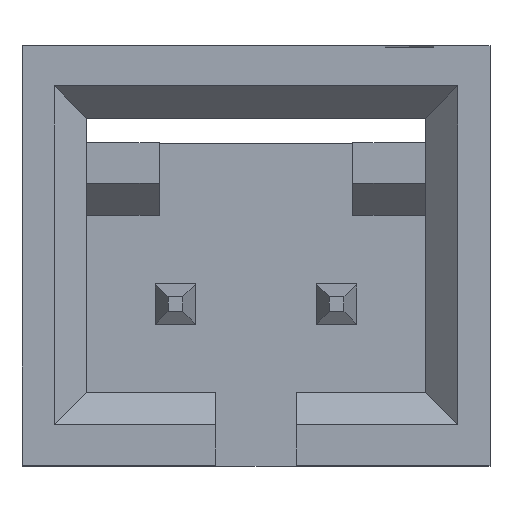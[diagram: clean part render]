
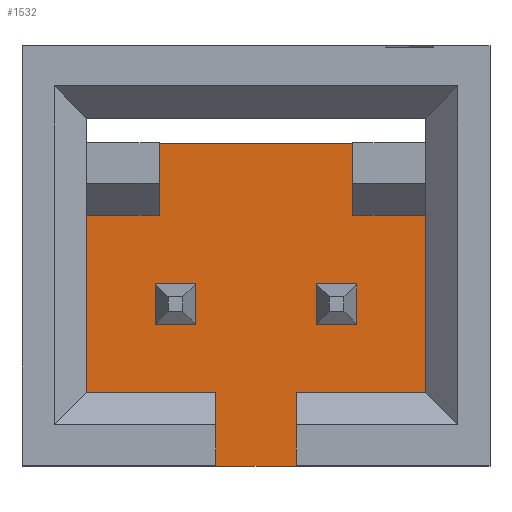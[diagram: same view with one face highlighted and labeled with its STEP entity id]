
A CAD part, top view. The second image highlights one B-rep face of the part: STEP entity #1532.
In plain terms, the highlighted planar face has unit normal (0, 0, 1).
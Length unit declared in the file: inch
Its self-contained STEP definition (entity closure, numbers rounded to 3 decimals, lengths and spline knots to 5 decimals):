
#27=FACE_BOUND('',#141,.T.);
#28=FACE_BOUND('',#142,.T.);
#58=FACE_OUTER_BOUND('',#140,.T.);
#140=EDGE_LOOP('',(#1122,#1123,#1124,#1125,#1126,#1127,#1128,#1129,#1130,
#1131,#1132,#1133));
#141=EDGE_LOOP('',(#1134,#1135,#1136,#1137));
#142=EDGE_LOOP('',(#1138,#1139,#1140,#1141));
#203=LINE('',#2090,#405);
#238=LINE('',#2158,#440);
#276=LINE('',#2237,#478);
#292=LINE('',#2270,#494);
#300=LINE('',#2286,#502);
#301=LINE('',#2288,#503);
#304=LINE('',#2294,#506);
#305=LINE('',#2297,#507);
#306=LINE('',#2298,#508);
#307=LINE('',#2299,#509);
#308=LINE('',#2301,#510);
#309=LINE('',#2302,#511);
#310=LINE('',#2305,#512);
#311=LINE('',#2307,#513);
#312=LINE('',#2309,#514);
#313=LINE('',#2310,#515);
#314=LINE('',#2313,#516);
#315=LINE('',#2315,#517);
#316=LINE('',#2317,#518);
#317=LINE('',#2318,#519);
#405=VECTOR('',#1705,0.05);
#440=VECTOR('',#1752,0.12);
#478=VECTOR('',#1812,0.11);
#494=VECTOR('',#1842,0.11);
#502=VECTOR('',#1860,0.045);
#503=VECTOR('',#1863,0.08);
#506=VECTOR('',#1868,0.08);
#507=VECTOR('',#1871,0.045);
#508=VECTOR('',#1872,0.045);
#509=VECTOR('',#1873,0.045);
#510=VECTOR('',#1874,0.045);
#511=VECTOR('',#1875,0.045);
#512=VECTOR('',#1876,0.025);
#513=VECTOR('',#1877,0.025);
#514=VECTOR('',#1878,0.025);
#515=VECTOR('',#1879,0.025);
#516=VECTOR('',#1880,0.025);
#517=VECTOR('',#1881,0.025);
#518=VECTOR('',#1882,0.025);
#519=VECTOR('',#1883,0.025);
#607=VERTEX_POINT('',#2087);
#608=VERTEX_POINT('',#2089);
#634=VERTEX_POINT('',#2155);
#635=VERTEX_POINT('',#2157);
#664=VERTEX_POINT('',#2234);
#665=VERTEX_POINT('',#2236);
#674=VERTEX_POINT('',#2267);
#675=VERTEX_POINT('',#2269);
#678=VERTEX_POINT('',#2284);
#680=VERTEX_POINT('',#2292);
#681=VERTEX_POINT('',#2296);
#682=VERTEX_POINT('',#2300);
#683=VERTEX_POINT('',#2303);
#684=VERTEX_POINT('',#2304);
#685=VERTEX_POINT('',#2306);
#686=VERTEX_POINT('',#2308);
#687=VERTEX_POINT('',#2311);
#688=VERTEX_POINT('',#2312);
#689=VERTEX_POINT('',#2314);
#690=VERTEX_POINT('',#2316);
#737=EDGE_CURVE('',#608,#607,#203,.T.);
#772=EDGE_CURVE('',#634,#635,#238,.T.);
#812=EDGE_CURVE('',#665,#664,#276,.T.);
#830=EDGE_CURVE('',#675,#674,#292,.T.);
#838=EDGE_CURVE('',#607,#678,#300,.T.);
#839=EDGE_CURVE('',#678,#675,#301,.T.);
#842=EDGE_CURVE('',#664,#680,#304,.T.);
#843=EDGE_CURVE('',#634,#681,#305,.T.);
#844=EDGE_CURVE('',#681,#665,#306,.T.);
#845=EDGE_CURVE('',#680,#608,#307,.T.);
#846=EDGE_CURVE('',#674,#682,#308,.T.);
#847=EDGE_CURVE('',#682,#635,#309,.T.);
#848=EDGE_CURVE('',#683,#684,#310,.T.);
#849=EDGE_CURVE('',#684,#685,#311,.T.);
#850=EDGE_CURVE('',#686,#685,#312,.T.);
#851=EDGE_CURVE('',#683,#686,#313,.T.);
#852=EDGE_CURVE('',#687,#688,#314,.T.);
#853=EDGE_CURVE('',#688,#689,#315,.T.);
#854=EDGE_CURVE('',#690,#689,#316,.T.);
#855=EDGE_CURVE('',#687,#690,#317,.T.);
#1122=ORIENTED_EDGE('',*,*,#772,.F.);
#1123=ORIENTED_EDGE('',*,*,#843,.T.);
#1124=ORIENTED_EDGE('',*,*,#844,.T.);
#1125=ORIENTED_EDGE('',*,*,#812,.T.);
#1126=ORIENTED_EDGE('',*,*,#842,.T.);
#1127=ORIENTED_EDGE('',*,*,#845,.T.);
#1128=ORIENTED_EDGE('',*,*,#737,.T.);
#1129=ORIENTED_EDGE('',*,*,#838,.T.);
#1130=ORIENTED_EDGE('',*,*,#839,.T.);
#1131=ORIENTED_EDGE('',*,*,#830,.T.);
#1132=ORIENTED_EDGE('',*,*,#846,.T.);
#1133=ORIENTED_EDGE('',*,*,#847,.T.);
#1134=ORIENTED_EDGE('',*,*,#848,.T.);
#1135=ORIENTED_EDGE('',*,*,#849,.T.);
#1136=ORIENTED_EDGE('',*,*,#850,.F.);
#1137=ORIENTED_EDGE('',*,*,#851,.F.);
#1138=ORIENTED_EDGE('',*,*,#852,.T.);
#1139=ORIENTED_EDGE('',*,*,#853,.T.);
#1140=ORIENTED_EDGE('',*,*,#854,.F.);
#1141=ORIENTED_EDGE('',*,*,#855,.F.);
#1372=PLANE('',#1636);
#1532=ADVANCED_FACE('',(#58,#27,#28),#1372,.T.);
#1636=AXIS2_PLACEMENT_3D('',#2295,#1869,#1870);
#1705=DIRECTION('',(1.,0.,0.));
#1752=DIRECTION('',(1.,0.,0.));
#1812=DIRECTION('',(0.,-1.,0.));
#1842=DIRECTION('',(0.,1.,0.));
#1860=DIRECTION('',(0.,1.,0.));
#1863=DIRECTION('',(1.,0.,0.));
#1868=DIRECTION('',(1.,0.,0.));
#1869=DIRECTION('center_axis',(0.,0.,1.));
#1870=DIRECTION('ref_axis',(1.,0.,0.));
#1871=DIRECTION('',(0.,-1.,0.));
#1872=DIRECTION('',(-1.,0.,0.));
#1873=DIRECTION('',(0.,-1.,0.));
#1874=DIRECTION('',(-1.,0.,0.));
#1875=DIRECTION('',(0.,1.,0.));
#1876=DIRECTION('',(0.,1.,0.));
#1877=DIRECTION('',(1.,0.,0.));
#1878=DIRECTION('',(0.,1.,0.));
#1879=DIRECTION('',(1.,0.,0.));
#1880=DIRECTION('',(0.,1.,0.));
#1881=DIRECTION('',(1.,0.,0.));
#1882=DIRECTION('',(0.,1.,0.));
#1883=DIRECTION('',(1.,0.,0.));
#2087=CARTESIAN_POINT('',(0.025,-0.1,-0.2));
#2089=CARTESIAN_POINT('',(-0.025,-0.1,-0.2));
#2090=CARTESIAN_POINT('',(-0.025,-0.1,-0.2));
#2155=CARTESIAN_POINT('',(-0.06,0.1,-0.2));
#2157=CARTESIAN_POINT('',(0.06,0.1,-0.2));
#2158=CARTESIAN_POINT('',(-0.06,0.1,-0.2));
#2234=CARTESIAN_POINT('',(-0.105,-0.055,-0.2));
#2236=CARTESIAN_POINT('',(-0.105,0.055,-0.2));
#2237=CARTESIAN_POINT('',(-0.105,0.055,-0.2));
#2267=CARTESIAN_POINT('',(0.105,0.055,-0.2));
#2269=CARTESIAN_POINT('',(0.105,-0.055,-0.2));
#2270=CARTESIAN_POINT('',(0.105,-0.055,-0.2));
#2284=CARTESIAN_POINT('',(0.025,-0.055,-0.2));
#2286=CARTESIAN_POINT('',(0.025,-0.1,-0.2));
#2288=CARTESIAN_POINT('',(0.025,-0.055,-0.2));
#2292=CARTESIAN_POINT('',(-0.025,-0.055,-0.2));
#2294=CARTESIAN_POINT('',(-0.105,-0.055,-0.2));
#2295=CARTESIAN_POINT('Origin',(-0.145,0.,-0.2));
#2296=CARTESIAN_POINT('',(-0.06,0.055,-0.2));
#2297=CARTESIAN_POINT('',(-0.06,0.1,-0.2));
#2298=CARTESIAN_POINT('',(-0.06,0.055,-0.2));
#2299=CARTESIAN_POINT('',(-0.025,-0.055,-0.2));
#2300=CARTESIAN_POINT('',(0.06,0.055,-0.2));
#2301=CARTESIAN_POINT('',(0.105,0.055,-0.2));
#2302=CARTESIAN_POINT('',(0.06,0.055,-0.2));
#2303=CARTESIAN_POINT('',(0.0375,-0.0125,-0.2));
#2304=CARTESIAN_POINT('',(0.0375,0.0125,-0.2));
#2305=CARTESIAN_POINT('',(0.0375,-0.0125,-0.2));
#2306=CARTESIAN_POINT('',(0.0625,0.0125,-0.2));
#2307=CARTESIAN_POINT('',(0.0375,0.0125,-0.2));
#2308=CARTESIAN_POINT('',(0.0625,-0.0125,-0.2));
#2309=CARTESIAN_POINT('',(0.0625,-0.0125,-0.2));
#2310=CARTESIAN_POINT('',(0.0375,-0.0125,-0.2));
#2311=CARTESIAN_POINT('',(-0.0625,-0.0125,-0.2));
#2312=CARTESIAN_POINT('',(-0.0625,0.0125,-0.2));
#2313=CARTESIAN_POINT('',(-0.0625,-0.0125,-0.2));
#2314=CARTESIAN_POINT('',(-0.0375,0.0125,-0.2));
#2315=CARTESIAN_POINT('',(-0.0625,0.0125,-0.2));
#2316=CARTESIAN_POINT('',(-0.0375,-0.0125,-0.2));
#2317=CARTESIAN_POINT('',(-0.0375,-0.0125,-0.2));
#2318=CARTESIAN_POINT('',(-0.0625,-0.0125,-0.2));
